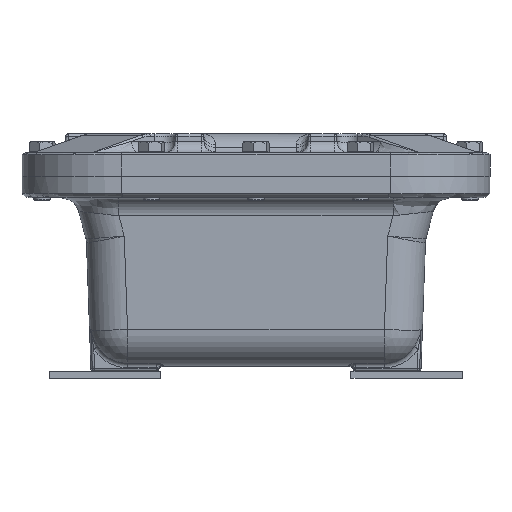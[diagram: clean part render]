
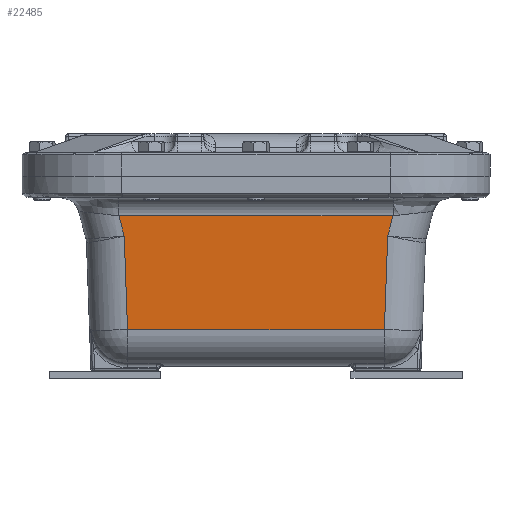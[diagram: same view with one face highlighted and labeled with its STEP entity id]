
A CAD part, front view. The second image highlights one B-rep face of the part: STEP entity #22485.
In plain terms, the highlighted planar face has unit normal (0, -0.999, -0.035).
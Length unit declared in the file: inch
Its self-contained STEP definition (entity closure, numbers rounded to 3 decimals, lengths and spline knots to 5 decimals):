
#2767=LINE('',#35118,#4532);
#2769=LINE('',#35373,#4534);
#2770=LINE('',#35382,#4535);
#2790=LINE('',#35891,#4555);
#2792=LINE('',#35988,#4557);
#2793=LINE('',#36081,#4558);
#4532=VECTOR('',#27154,0.3937);
#4534=VECTOR('',#27212,0.3937);
#4535=VECTOR('',#27225,0.3937);
#4555=VECTOR('',#27405,0.3937);
#4557=VECTOR('',#27427,0.3937);
#4558=VECTOR('',#27444,0.3937);
#5842=PLANE('',#24223);
#7199=FACE_OUTER_BOUND('',#8661,.T.);
#8661=EDGE_LOOP('',(#17978,#17979,#17980,#17981,#17982,#17983));
#11037=VERTEX_POINT('',#35115);
#11038=VERTEX_POINT('',#35117);
#11047=VERTEX_POINT('',#35371);
#11049=VERTEX_POINT('',#35380);
#11081=VERTEX_POINT('',#35890);
#11082=VERTEX_POINT('',#35986);
#13450=EDGE_CURVE('',#11037,#11038,#2767,.T.);
#13475=EDGE_CURVE('',#11047,#11037,#2769,.T.);
#13480=EDGE_CURVE('',#11049,#11047,#2770,.T.);
#13553=EDGE_CURVE('',#11038,#11081,#2790,.T.);
#13562=EDGE_CURVE('',#11081,#11082,#2792,.T.);
#13566=EDGE_CURVE('',#11082,#11049,#2793,.T.);
#17978=ORIENTED_EDGE('',*,*,#13562,.F.);
#17979=ORIENTED_EDGE('',*,*,#13553,.F.);
#17980=ORIENTED_EDGE('',*,*,#13450,.F.);
#17981=ORIENTED_EDGE('',*,*,#13475,.F.);
#17982=ORIENTED_EDGE('',*,*,#13480,.F.);
#17983=ORIENTED_EDGE('',*,*,#13566,.F.);
#22485=ADVANCED_FACE('',(#7199),#5842,.T.);
#24223=AXIS2_PLACEMENT_3D('',#36082,#27445,#27446);
#27154=DIRECTION('',(-0.035,-0.035,0.999));
#27212=DIRECTION('',(-1.,0.,0.));
#27225=DIRECTION('',(-0.035,0.035,-0.999));
#27405=DIRECTION('',(-0.259,-0.034,0.965));
#27427=DIRECTION('',(1.,0.,0.));
#27444=DIRECTION('',(-0.259,0.034,-0.965));
#27445=DIRECTION('center_axis',(0.,-0.999,
-0.035));
#27446=DIRECTION('ref_axis',(0.,0.035,-0.999));
#35115=CARTESIAN_POINT('',(-3.37935,-5.37874,-4.0324));
#35117=CARTESIAN_POINT('',(-3.4653,-5.46469,-1.57113));
#35118=CARTESIAN_POINT('',(-3.49513,-5.49453,-0.71678));
#35371=CARTESIAN_POINT('',(3.37935,-5.37874,-4.0324));
#35373=CARTESIAN_POINT('',(-2.25,-5.37874,-4.0324));
#35380=CARTESIAN_POINT('',(3.4653,-5.46469,-1.57113));
#35382=CARTESIAN_POINT('',(3.49635,-5.49574,-0.68195));
#35890=CARTESIAN_POINT('',(-3.60693,-5.48315,-1.04255));
#35891=CARTESIAN_POINT('',(-3.74815,-5.50155,-0.51554));
#35986=CARTESIAN_POINT('',(3.60693,-5.48315,-1.04255));
#35988=CARTESIAN_POINT('',(-2.25,-5.48315,-1.04255));
#36081=CARTESIAN_POINT('',(3.44705,-5.46231,-1.63926));
#36082=CARTESIAN_POINT('Origin',(-4.5,-5.5,-0.56));
